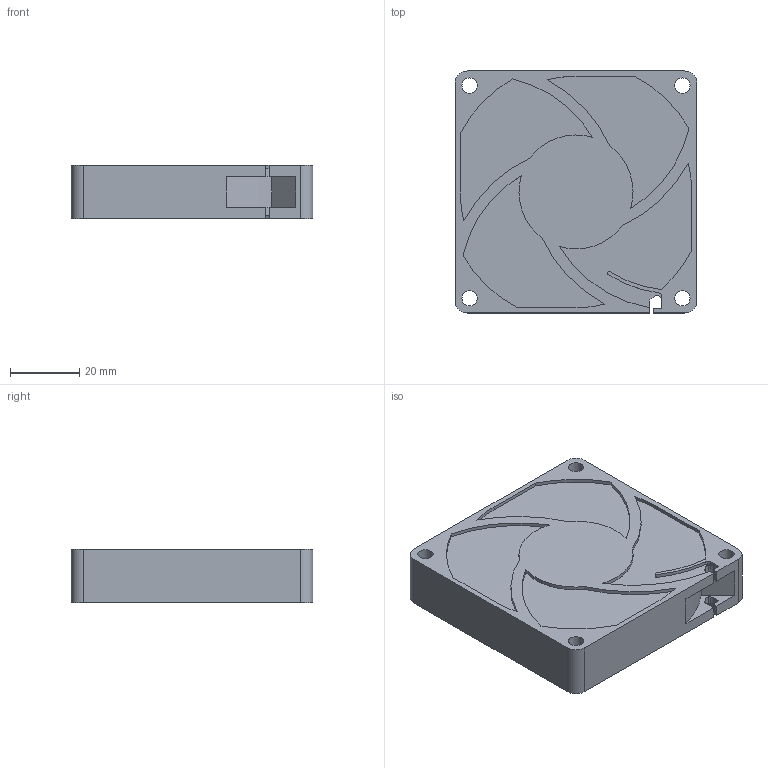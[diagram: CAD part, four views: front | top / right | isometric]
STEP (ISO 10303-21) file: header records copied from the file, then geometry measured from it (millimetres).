
FILE_DESCRIPTION(/* description */ ('STEP AP214'),/* implementation_level */ '2;1');
FILE_NAME(/* name */ 'Generic 7015 axial fan simplified.step',/* time_stamp */ '2024-10-06T20:58:54+03:00',/* author */ (''),/* organization */ (''),/* preprocessor_version */ 'ST-DEVELOPER v20',/* originating_system */ 'Autodesk Translation Framework v13.14.0.145',/* authorisation */ '');
FILE_SCHEMA (('AUTOMOTIVE_DESIGN { 1 0 10303 214 3 1 1 }'));
Length unit declared in the file: millimetre
Products named in the file (1): CUI_DEVICES_CFM-7015C-140-357
Bounding box: 70 x 70 x 15.5 mm (x, y, z)
Volume: 67078.9 mm3; surface area: 15816.5 mm2
Topology: 1 solids, 1 shells, 102 faces, 274 edges, 183 vertices
Faces by surface type: plane 53, cylinder 49
Full cylindrical faces by diameter (mm): 4.4 x4, 6.4 x4
Entity records: 3295 total; most frequent: DIRECTION 577, CARTESIAN_POINT 563, ORIENTED_EDGE 548, EDGE_CURVE 274, AXIS2_PLACEMENT_3D 201, VERTEX_POINT 183, LINE 175, VECTOR 175
